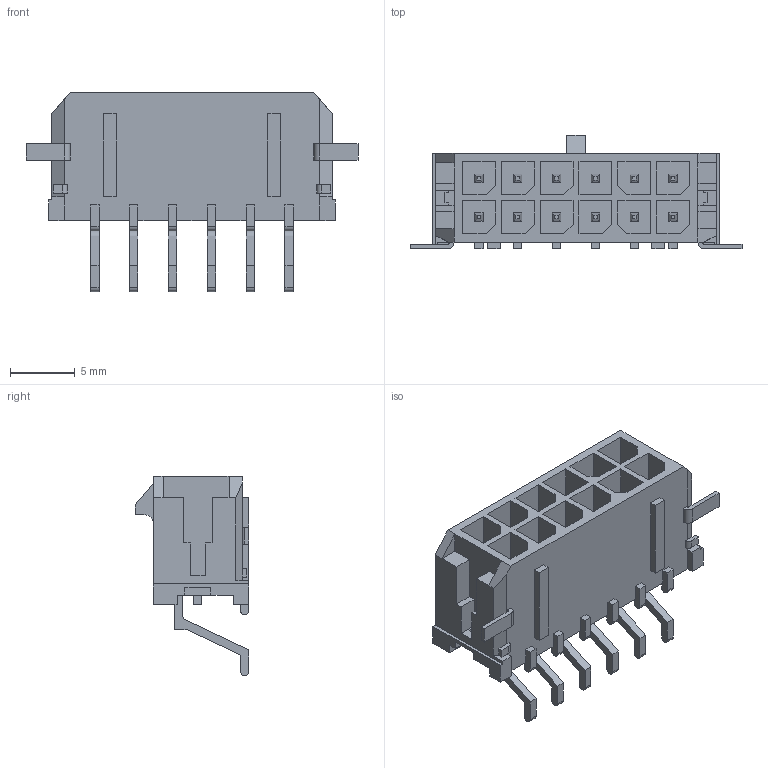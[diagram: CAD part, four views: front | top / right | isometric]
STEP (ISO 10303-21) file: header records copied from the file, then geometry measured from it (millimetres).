
FILE_DESCRIPTION((''),'2;1');
FILE_NAME('430451209','2016-02-03T',('me'),(''),'PRO/ENGINEER BY PARAMETRIC TECHNOLOGY CORPORATION, 2011490','PRO/ENGINEER BY PARAMETRIC TECHNOLOGY CORPORATION, 2011490','');
FILE_SCHEMA(('CONFIG_CONTROL_DESIGN'));
Length unit declared in the file: millimetre
Products named in the file (1): 430451209
Bounding box: 25.65 x 8.77 x 15.4 mm (x, y, z)
Volume: 894.2 mm3; surface area: 2092.6 mm2
Topology: 1 solids, 7 shells, 547 faces, 1457 edges, 956 vertices
Faces by surface type: plane 522, cylinder 25
Entity records: 16498 total; most frequent: CARTESIAN_POINT 2901, ORIENTED_EDGE 2798, DIRECTION 2603, VECTOR 1407, LINE 1407, EDGE_CURVE 1399, VERTEX_POINT 896, AXIS2_PLACEMENT_3D 598
